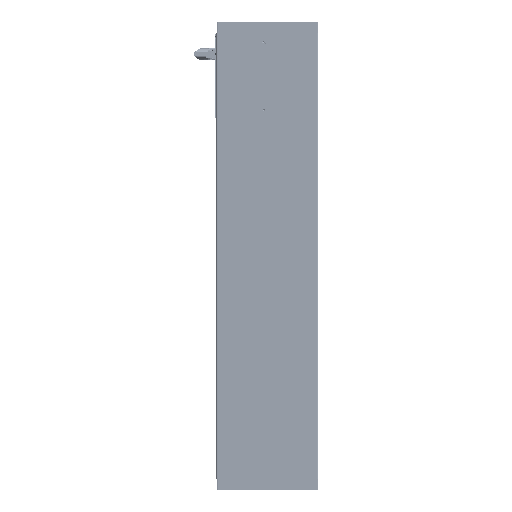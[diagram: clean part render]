
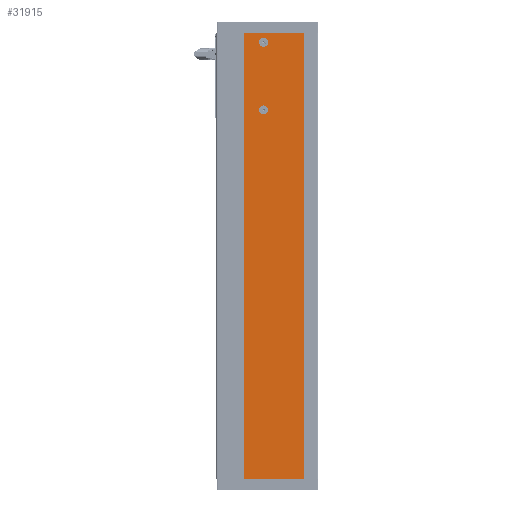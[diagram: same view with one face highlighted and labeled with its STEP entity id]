
A CAD part, left-side view. The second image highlights one B-rep face of the part: STEP entity #31915.
In plain terms, the highlighted planar face has unit normal (-1, 0, 0).
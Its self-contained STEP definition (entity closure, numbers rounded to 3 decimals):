
#3446 = PLANE ( 'NONE',  #36040 ) ;
#4409 = FACE_OUTER_BOUND ( 'NONE', #172271, .T. ) ;
#5377 = VERTEX_POINT ( 'NONE', #64796 ) ;
#7080 = LINE ( 'NONE', #9003, #15882 ) ;
#8499 = AXIS2_PLACEMENT_3D ( 'NONE', #191784, #116749, #176228 ) ;
#9003 = CARTESIAN_POINT ( 'NONE',  ( 0., -65.4, 790. ) ) ;
#12255 = CARTESIAN_POINT ( 'NONE',  ( 0., -65.4, 790. ) ) ;
#15882 = VECTOR ( 'NONE', #138725, 1000. ) ;
#19006 = FACE_BOUND ( 'NONE', #167591, .T. ) ;
#20409 = VERTEX_POINT ( 'NONE', #111974 ) ;
#24780 = LINE ( 'NONE', #101748, #127040 ) ;
#31915 = ADVANCED_FACE ( 'NONE', ( #19006, #59961, #4409 ), #3446, .F. ) ;
#35126 = ORIENTED_EDGE ( 'NONE', *, *, #182567, .F. ) ;
#36040 = AXIS2_PLACEMENT_3D ( 'NONE', #122272, #45364, #76523 ) ;
#42702 = CIRCLE ( 'NONE', #8499, 8. ) ;
#43729 = CARTESIAN_POINT ( 'NONE',  ( 0., -65.4, 0. ) ) ;
#45291 = LINE ( 'NONE', #58943, #118730 ) ;
#45364 = DIRECTION ( 'NONE',  ( 1., 0., 0. ) ) ;
#58943 = CARTESIAN_POINT ( 'NONE',  ( 0., -90., 0. ) ) ;
#59961 = FACE_BOUND ( 'NONE', #117669, .T. ) ;
#64796 = CARTESIAN_POINT ( 'NONE',  ( 0., 6.5, 662. ) ) ;
#65878 = DIRECTION ( 'NONE',  ( 0., -1., 0. ) ) ;
#66062 = ORIENTED_EDGE ( 'NONE', *, *, #96718, .F. ) ;
#76523 = DIRECTION ( 'NONE',  ( 0., 0., -1. ) ) ;
#84611 = CARTESIAN_POINT ( 'NONE',  ( 0., 40.9, 0. ) ) ;
#86407 = VERTEX_POINT ( 'NONE', #43729 ) ;
#96718 = EDGE_CURVE ( 'NONE', #126598, #104009, #24780, .T. ) ;
#100319 = EDGE_CURVE ( 'NONE', #104009, #142185, #181011, .T. ) ;
#100640 = ORIENTED_EDGE ( 'NONE', *, *, #154288, .T. ) ;
#101748 = CARTESIAN_POINT ( 'NONE',  ( 0., 40.9, 0. ) ) ;
#104009 = VERTEX_POINT ( 'NONE', #155947 ) ;
#108752 = ORIENTED_EDGE ( 'NONE', *, *, #100319, .F. ) ;
#111974 = CARTESIAN_POINT ( 'NONE',  ( 0., 6.5, 782. ) ) ;
#116384 = DIRECTION ( 'NONE',  ( 0., 0., 1. ) ) ;
#116749 = DIRECTION ( 'NONE',  ( -1., 0., 0. ) ) ;
#116787 = CARTESIAN_POINT ( 'NONE',  ( 0., 6.5, 654. ) ) ;
#117669 = EDGE_LOOP ( 'NONE', ( #129599 ) ) ;
#118730 = VECTOR ( 'NONE', #178849, 1000. ) ;
#121587 = EDGE_CURVE ( 'NONE', #5377, #5377, #186689, .T. ) ;
#122272 = CARTESIAN_POINT ( 'NONE',  ( 0., -90., 790. ) ) ;
#125492 = VECTOR ( 'NONE', #65878, 1000. ) ;
#126598 = VERTEX_POINT ( 'NONE', #84611 ) ;
#127040 = VECTOR ( 'NONE', #116384, 1000. ) ;
#129599 = ORIENTED_EDGE ( 'NONE', *, *, #121587, .F. ) ;
#138725 = DIRECTION ( 'NONE',  ( 0., 0., 1. ) ) ;
#142185 = VERTEX_POINT ( 'NONE', #12255 ) ;
#143196 = AXIS2_PLACEMENT_3D ( 'NONE', #116787, #146091, #175307 ) ;
#146091 = DIRECTION ( 'NONE',  ( -1., 0., 0. ) ) ;
#154288 = EDGE_CURVE ( 'NONE', #126598, #86407, #45291, .T. ) ;
#155947 = CARTESIAN_POINT ( 'NONE',  ( 0., 40.9, 790. ) ) ;
#166429 = CARTESIAN_POINT ( 'NONE',  ( 0., -90., 790. ) ) ;
#167591 = EDGE_LOOP ( 'NONE', ( #35126 ) ) ;
#170547 = ORIENTED_EDGE ( 'NONE', *, *, #192501, .T. ) ;
#172271 = EDGE_LOOP ( 'NONE', ( #108752, #66062, #100640, #170547 ) ) ;
#175307 = DIRECTION ( 'NONE',  ( 0., 0., 1. ) ) ;
#176228 = DIRECTION ( 'NONE',  ( 0., 0., 1. ) ) ;
#178849 = DIRECTION ( 'NONE',  ( 0., -1., 0. ) ) ;
#181011 = LINE ( 'NONE', #166429, #125492 ) ;
#182567 = EDGE_CURVE ( 'NONE', #20409, #20409, #42702, .T. ) ;
#186689 = CIRCLE ( 'NONE', #143196, 8. ) ;
#191784 = CARTESIAN_POINT ( 'NONE',  ( 0., 6.5, 774. ) ) ;
#192501 = EDGE_CURVE ( 'NONE', #86407, #142185, #7080, .T. ) ;
